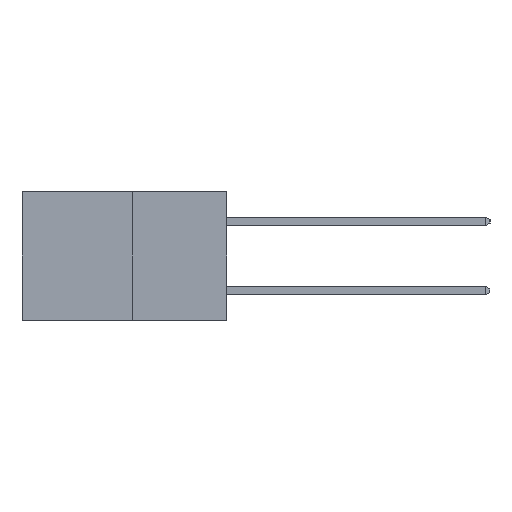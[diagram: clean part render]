
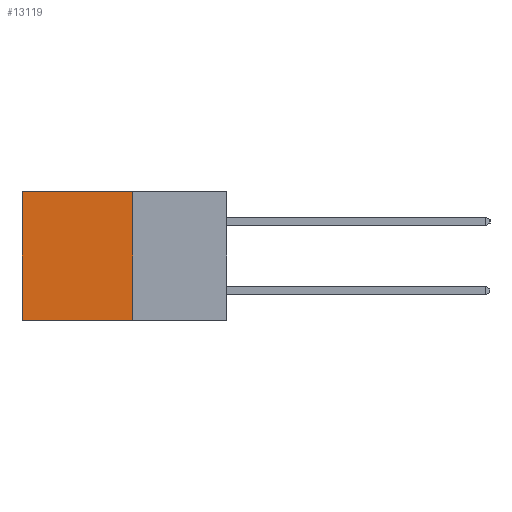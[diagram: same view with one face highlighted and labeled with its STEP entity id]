
A CAD part, left-side view. The second image highlights one B-rep face of the part: STEP entity #13119.
In plain terms, the highlighted planar face has unit normal (-1, 0, 0).
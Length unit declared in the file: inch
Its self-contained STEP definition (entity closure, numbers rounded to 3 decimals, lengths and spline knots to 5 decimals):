
#260 = VERTEX_POINT ( 'NONE', #2727 ) ;
#589 = DIRECTION ( 'NONE',  ( 0., 0., -1. ) ) ;
#1693 = CARTESIAN_POINT ( 'NONE',  ( 0.277, 0.59, 0. ) ) ;
#1976 = EDGE_LOOP ( 'NONE', ( #16448, #10608, #5737, #14756 ) ) ;
#2343 = EDGE_CURVE ( 'NONE', #13768, #260, #12910, .T. ) ;
#2524 = VECTOR ( 'NONE', #11117, 39.37008 ) ;
#2727 = CARTESIAN_POINT ( 'NONE',  ( 0.277, 0.59, -0.37 ) ) ;
#2739 = DIRECTION ( 'NONE',  ( 1., 0., 0. ) ) ;
#2773 = VERTEX_POINT ( 'NONE', #1693 ) ;
#4382 = CARTESIAN_POINT ( 'NONE',  ( 0.277, 0.27, -0.37 ) ) ;
#4583 = CARTESIAN_POINT ( 'NONE',  ( 0.277, 0.27, 0. ) ) ;
#4773 = VECTOR ( 'NONE', #589, 39.37008 ) ;
#5737 = ORIENTED_EDGE ( 'NONE', *, *, #16305, .F. ) ;
#6674 = EDGE_CURVE ( 'NONE', #13382, #2773, #14912, .T. ) ;
#7255 = DIRECTION ( 'NONE',  ( 0., 0., -1. ) ) ;
#7591 = LINE ( 'NONE', #8486, #13988 ) ;
#8486 = CARTESIAN_POINT ( 'NONE',  ( 0.277, 0.59, -0.37 ) ) ;
#8587 = FACE_OUTER_BOUND ( 'NONE', #1976, .T. ) ;
#10591 = CARTESIAN_POINT ( 'NONE',  ( 0.277, 0.27, -0.37 ) ) ;
#10608 = ORIENTED_EDGE ( 'NONE', *, *, #2343, .F. ) ;
#11117 = DIRECTION ( 'NONE',  ( 0., 1., 0. ) ) ;
#11488 = EDGE_CURVE ( 'NONE', #2773, #260, #7591, .T. ) ;
#11550 = VECTOR ( 'NONE', #12856, 39.37008 ) ;
#11877 = DIRECTION ( 'NONE',  ( 0., 0., -1. ) ) ;
#12080 = LINE ( 'NONE', #14868, #4773 ) ;
#12797 = AXIS2_PLACEMENT_3D ( 'NONE', #10591, #2739, #11877 ) ;
#12856 = DIRECTION ( 'NONE',  ( 0., 1., 0. ) ) ;
#12910 = LINE ( 'NONE', #4382, #2524 ) ;
#13056 = PLANE ( 'NONE',  #12797 ) ;
#13119 = ADVANCED_FACE ( 'NONE', ( #8587 ), #13056, .F. ) ;
#13382 = VERTEX_POINT ( 'NONE', #4583 ) ;
#13398 = CARTESIAN_POINT ( 'NONE',  ( 0.277, 0.27, 0. ) ) ;
#13768 = VERTEX_POINT ( 'NONE', #14331 ) ;
#13988 = VECTOR ( 'NONE', #7255, 39.37008 ) ;
#14331 = CARTESIAN_POINT ( 'NONE',  ( 0.277, 0.27, -0.37 ) ) ;
#14756 = ORIENTED_EDGE ( 'NONE', *, *, #6674, .T. ) ;
#14868 = CARTESIAN_POINT ( 'NONE',  ( 0.277, 0.27, -0.37 ) ) ;
#14912 = LINE ( 'NONE', #13398, #11550 ) ;
#16305 = EDGE_CURVE ( 'NONE', #13382, #13768, #12080, .T. ) ;
#16448 = ORIENTED_EDGE ( 'NONE', *, *, #11488, .T. ) ;
